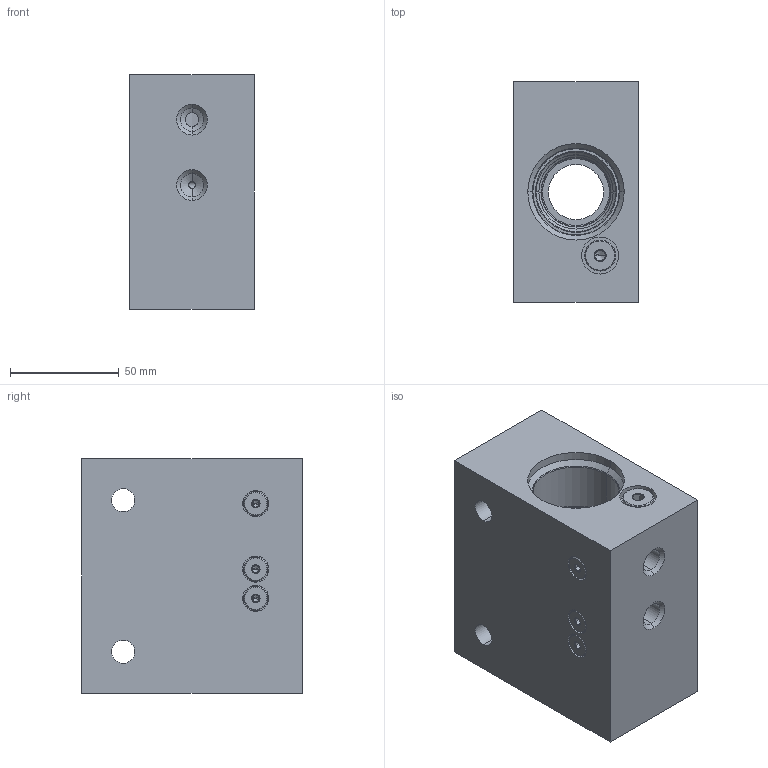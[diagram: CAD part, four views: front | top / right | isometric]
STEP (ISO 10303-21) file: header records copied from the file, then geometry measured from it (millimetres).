
FILE_DESCRIPTION((''),'2;1');
FILE_NAME('HGE_ASM','2019-09-09T',('ProEService'),(''),'PRO/ENGINEER BY PARAMETRIC TECHNOLOGY CORPORATION, 2014200','PRO/ENGINEER BY PARAMETRIC TECHNOLOGY CORPORATION, 2014200','');
FILE_SCHEMA(('CONFIG_CONTROL_DESIGN'));
Length unit declared in the file: inch
Products named in the file (5): 150-693-002; A330-006-004; CSZNXXN; A330-006-002; HGE_ASM
Assembly tree (6 placements, depth 2):
  HGE_ASM
    150-693-002
    A330-006-004
    CSZNXXN
    A330-006-002  x3
Bounding box: 57.15 x 101.6 x 107.95 mm (x, y, z)
Volume: 487022 mm3; surface area: 70332.8 mm2
Topology: 10 solids, 10 shells, 443 faces, 1193 edges, 877 vertices
Faces by surface type: cylinder 147, cone 127, plane 95, torus 62, revolution 8, sphere 4
Entity records: 13296 total; most frequent: CARTESIAN_POINT 3946, DIRECTION 2081, ORIENTED_EDGE 1586, EDGE_CURVE 793, AXIS2_PLACEMENT_3D 784, VECTOR 505, LINE 505, VERTEX_POINT 453
